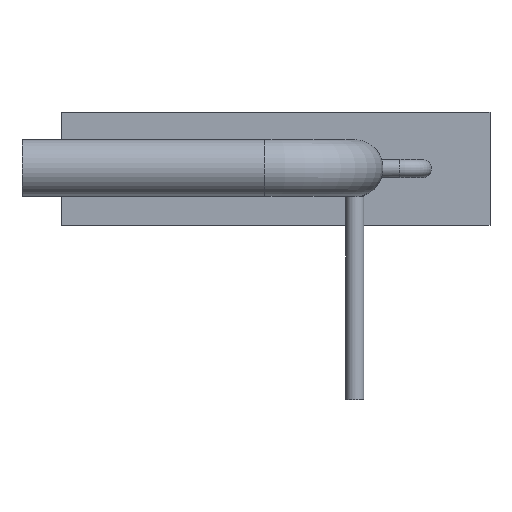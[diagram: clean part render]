
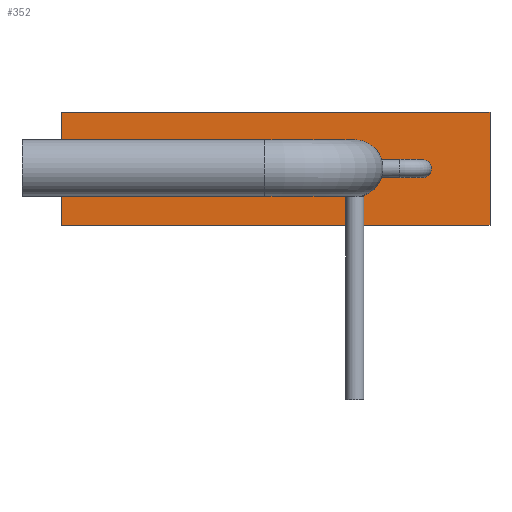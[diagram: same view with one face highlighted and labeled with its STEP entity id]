
A CAD part, top view. The second image highlights one B-rep face of the part: STEP entity #352.
In plain terms, the highlighted planar face has unit normal (0, 0, 1).
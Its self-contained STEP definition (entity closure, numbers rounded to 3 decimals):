
#17=FACE_BOUND('',#64,.T.);
#18=FACE_BOUND('',#65,.T.);
#40=FACE_OUTER_BOUND('',#63,.T.);
#63=EDGE_LOOP('',(#260,#261,#262,#263));
#64=EDGE_LOOP('',(#264));
#65=EDGE_LOOP('',(#265));
#87=CIRCLE('',#396,4.);
#88=CIRCLE('',#397,4.);
#115=LINE('',#640,#139);
#116=LINE('',#642,#140);
#117=LINE('',#644,#141);
#118=LINE('',#645,#142);
#139=VECTOR('',#467,10.);
#140=VECTOR('',#468,10.);
#141=VECTOR('',#469,10.);
#142=VECTOR('',#470,10.);
#169=VERTEX_POINT('',#638);
#170=VERTEX_POINT('',#639);
#171=VERTEX_POINT('',#641);
#172=VERTEX_POINT('',#643);
#173=VERTEX_POINT('',#646);
#174=VERTEX_POINT('',#648);
#204=EDGE_CURVE('',#169,#170,#115,.T.);
#205=EDGE_CURVE('',#170,#171,#116,.T.);
#206=EDGE_CURVE('',#171,#172,#117,.T.);
#207=EDGE_CURVE('',#172,#169,#118,.T.);
#208=EDGE_CURVE('',#173,#173,#87,.T.);
#209=EDGE_CURVE('',#174,#174,#88,.T.);
#260=ORIENTED_EDGE('',*,*,#204,.T.);
#261=ORIENTED_EDGE('',*,*,#205,.T.);
#262=ORIENTED_EDGE('',*,*,#206,.T.);
#263=ORIENTED_EDGE('',*,*,#207,.T.);
#264=ORIENTED_EDGE('',*,*,#208,.T.);
#265=ORIENTED_EDGE('',*,*,#209,.T.);
#339=PLANE('',#395);
#352=ADVANCED_FACE('',(#40,#17,#18),#339,.T.);
#395=AXIS2_PLACEMENT_3D('',#637,#465,#466);
#396=AXIS2_PLACEMENT_3D('',#647,#471,#472);
#397=AXIS2_PLACEMENT_3D('',#649,#473,#474);
#465=DIRECTION('center_axis',(0.,0.,1.));
#466=DIRECTION('ref_axis',(1.,0.,0.));
#467=DIRECTION('',(0.,-1.,0.));
#468=DIRECTION('',(1.,0.,0.));
#469=DIRECTION('',(0.,1.,0.));
#470=DIRECTION('',(-1.,0.,0.));
#471=DIRECTION('center_axis',(0.,0.,-1.));
#472=DIRECTION('ref_axis',(-1.,0.,0.));
#473=DIRECTION('center_axis',(0.,0.,-1.));
#474=DIRECTION('ref_axis',(1.,0.,0.));
#637=CARTESIAN_POINT('Origin',(95.,25.,10.));
#638=CARTESIAN_POINT('',(0.,50.,10.));
#639=CARTESIAN_POINT('',(0.,0.,10.));
#640=CARTESIAN_POINT('',(0.,50.,10.));
#641=CARTESIAN_POINT('',(190.,0.,10.));
#642=CARTESIAN_POINT('',(0.,0.,10.));
#643=CARTESIAN_POINT('',(190.,50.,10.));
#644=CARTESIAN_POINT('',(190.,0.,10.));
#645=CARTESIAN_POINT('',(190.,50.,10.));
#646=CARTESIAN_POINT('',(164.,25.,10.));
#647=CARTESIAN_POINT('Origin',(160.,25.,10.));
#648=CARTESIAN_POINT('',(26.,25.,10.));
#649=CARTESIAN_POINT('Origin',(30.,25.,10.));
